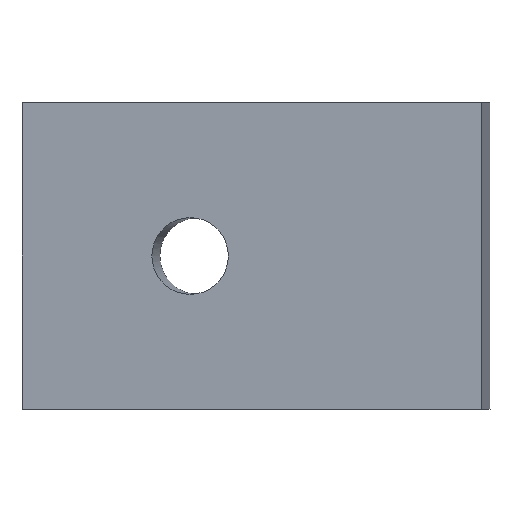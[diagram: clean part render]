
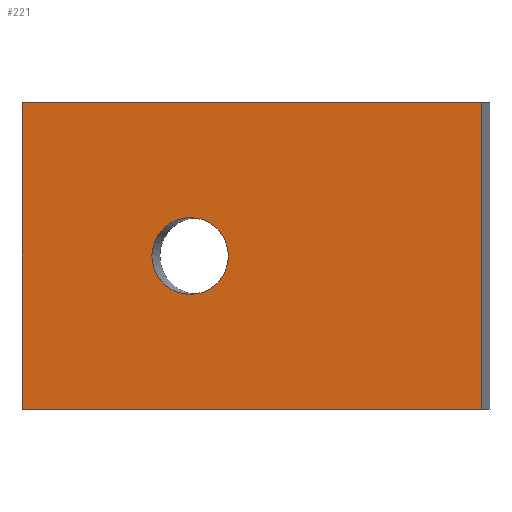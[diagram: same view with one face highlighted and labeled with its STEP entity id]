
A CAD part, front view. The second image highlights one B-rep face of the part: STEP entity #221.
In plain terms, the highlighted planar face has unit normal (-0.083, -0.997, 0).
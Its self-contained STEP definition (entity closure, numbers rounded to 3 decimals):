
#3 = CARTESIAN_POINT ( 'NONE',  ( -25.458, -13.86, 10. ) ) ;
#7 = FACE_OUTER_BOUND ( 'NONE', #207, .T. ) ;
#9 = DIRECTION ( 'NONE',  ( -0.083, -0.997, 0. ) ) ;
#13 = EDGE_CURVE ( 'NONE', #163, #206, #99, .T. ) ;
#14 = DIRECTION ( 'NONE',  ( 0.997, -0.083, 0. ) ) ;
#24 = LINE ( 'NONE', #111, #44 ) ;
#27 = ORIENTED_EDGE ( 'NONE', *, *, #161, .T. ) ;
#28 = AXIS2_PLACEMENT_3D ( 'NONE', #95, #180, #30 ) ;
#30 = DIRECTION ( 'NONE',  ( 0.997, -0.083, 0. ) ) ;
#34 = LINE ( 'NONE', #186, #64 ) ;
#39 = VERTEX_POINT ( 'NONE', #208 ) ;
#42 = CARTESIAN_POINT ( 'NONE',  ( -25.458, -13.86, 10. ) ) ;
#44 = VECTOR ( 'NONE', #195, 1000. ) ;
#46 = PLANE ( 'NONE',  #238 ) ;
#47 = VERTEX_POINT ( 'NONE', #55 ) ;
#49 = ORIENTED_EDGE ( 'NONE', *, *, #251, .F. ) ;
#51 = ORIENTED_EDGE ( 'NONE', *, *, #68, .T. ) ;
#55 = CARTESIAN_POINT ( 'NONE',  ( -21.222, -14.211, 5. ) ) ;
#60 = VERTEX_POINT ( 'NONE', #85 ) ;
#63 = EDGE_CURVE ( 'NONE', #47, #39, #205, .T. ) ;
#64 = VECTOR ( 'NONE', #119, 1000. ) ;
#68 = EDGE_CURVE ( 'NONE', #206, #60, #34, .T. ) ;
#85 = CARTESIAN_POINT ( 'NONE',  ( -10.462, -15.104, 10. ) ) ;
#88 = LINE ( 'NONE', #3, #255 ) ;
#94 = EDGE_LOOP ( 'NONE', ( #146, #49 ) ) ;
#95 = CARTESIAN_POINT ( 'NONE',  ( -19.977, -14.315, 5. ) ) ;
#97 = VECTOR ( 'NONE', #14, 1000. ) ;
#99 = LINE ( 'NONE', #165, #97 ) ;
#109 = EDGE_CURVE ( 'NONE', #167, #163, #88, .T. ) ;
#111 = CARTESIAN_POINT ( 'NONE',  ( -10.462, -15.104, 10. ) ) ;
#116 = DIRECTION ( 'NONE',  ( 0.997, -0.083, 0. ) ) ;
#119 = DIRECTION ( 'NONE',  ( 0., 0., 1. ) ) ;
#128 = CARTESIAN_POINT ( 'NONE',  ( -25.458, -13.86, 0. ) ) ;
#139 = AXIS2_PLACEMENT_3D ( 'NONE', #256, #143, #230 ) ;
#143 = DIRECTION ( 'NONE',  ( -0.083, -0.997, 0. ) ) ;
#146 = ORIENTED_EDGE ( 'NONE', *, *, #63, .F. ) ;
#152 = CIRCLE ( 'NONE', #28, 1.25 ) ;
#159 = ORIENTED_EDGE ( 'NONE', *, *, #109, .T. ) ;
#161 = EDGE_CURVE ( 'NONE', #60, #167, #24, .T. ) ;
#163 = VERTEX_POINT ( 'NONE', #128 ) ;
#165 = CARTESIAN_POINT ( 'NONE',  ( -25.458, -13.86, 0. ) ) ;
#167 = VERTEX_POINT ( 'NONE', #42 ) ;
#180 = DIRECTION ( 'NONE',  ( -0.083, -0.997, 0. ) ) ;
#181 = CARTESIAN_POINT ( 'NONE',  ( -1.315, -15.862, 0. ) ) ;
#186 = CARTESIAN_POINT ( 'NONE',  ( -10.462, -15.104, 0. ) ) ;
#195 = DIRECTION ( 'NONE',  ( -0.997, 0.083, 0. ) ) ;
#200 = FACE_BOUND ( 'NONE', #94, .T. ) ;
#205 = CIRCLE ( 'NONE', #139, 1.25 ) ;
#206 = VERTEX_POINT ( 'NONE', #236 ) ;
#207 = EDGE_LOOP ( 'NONE', ( #51, #27, #159, #271 ) ) ;
#208 = CARTESIAN_POINT ( 'NONE',  ( -18.731, -14.418, 5. ) ) ;
#221 = ADVANCED_FACE ( 'NONE', ( #200, #7 ), #46, .T. ) ;
#230 = DIRECTION ( 'NONE',  ( 0.997, -0.083, 0. ) ) ;
#236 = CARTESIAN_POINT ( 'NONE',  ( -10.462, -15.104, 0. ) ) ;
#237 = DIRECTION ( 'NONE',  ( 0., 0., -1. ) ) ;
#238 = AXIS2_PLACEMENT_3D ( 'NONE', #181, #9, #116 ) ;
#251 = EDGE_CURVE ( 'NONE', #39, #47, #152, .T. ) ;
#255 = VECTOR ( 'NONE', #237, 1000. ) ;
#256 = CARTESIAN_POINT ( 'NONE',  ( -19.977, -14.315, 5. ) ) ;
#271 = ORIENTED_EDGE ( 'NONE', *, *, #13, .T. ) ;
